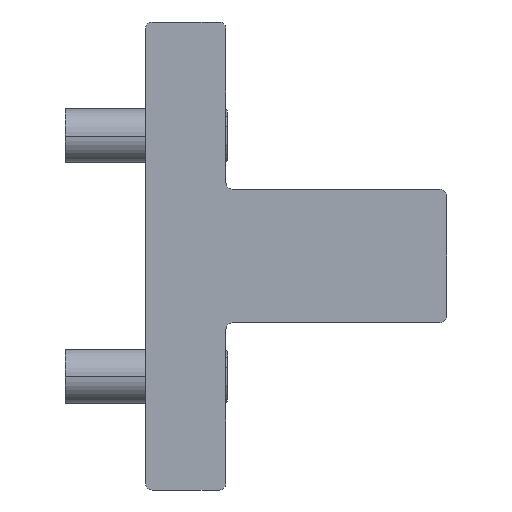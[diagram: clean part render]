
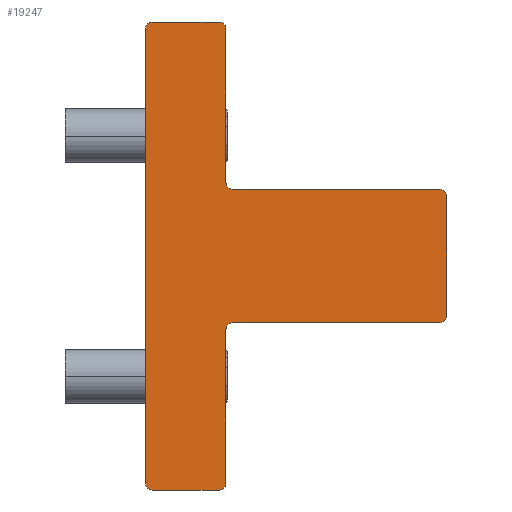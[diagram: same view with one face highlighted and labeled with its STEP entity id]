
A CAD part, left-side view. The second image highlights one B-rep face of the part: STEP entity #19247.
In plain terms, the highlighted planar face has unit normal (-1, 0, 0).
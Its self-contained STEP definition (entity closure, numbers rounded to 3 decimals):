
#18119=AXIS2_PLACEMENT_3D('Circle Axis2P3D',#18117,#18118,$) ;
#18283=AXIS2_PLACEMENT_3D('Circle Axis2P3D',#18281,#18282,$) ;
#18395=AXIS2_PLACEMENT_3D('Circle Axis2P3D',#18393,#18394,$) ;
#18913=AXIS2_PLACEMENT_3D('Circle Axis2P3D',#18911,#18912,$) ;
#18968=AXIS2_PLACEMENT_3D('Circle Axis2P3D',#18966,#18967,$) ;
#19012=AXIS2_PLACEMENT_3D('Circle Axis2P3D',#19010,#19011,$) ;
#19060=AXIS2_PLACEMENT_3D('Circle Axis2P3D',#19058,#19059,$) ;
#19108=AXIS2_PLACEMENT_3D('Circle Axis2P3D',#19106,#19107,$) ;
#19222=AXIS2_PLACEMENT_3D('Plane Axis2P3D',#19219,#19220,#19221) ;
#18032=CARTESIAN_POINT('Line Origine',(-431.75,-378.5,237.)) ;
#18036=CARTESIAN_POINT('Vertex',(-431.75,-363.,237.)) ;
#18038=CARTESIAN_POINT('Vertex',(-431.75,-394.,237.)) ;
#18117=CARTESIAN_POINT('Axis2P3D Location',(-431.75,-363.,236.)) ;
#18121=CARTESIAN_POINT('Vertex',(-431.75,-362.,236.)) ;
#18281=CARTESIAN_POINT('Axis2P3D Location',(-431.75,-394.,238.)) ;
#18285=CARTESIAN_POINT('Vertex',(-431.75,-395.,238.)) ;
#18324=CARTESIAN_POINT('Line Origine',(-431.75,-362.,224.5)) ;
#18328=CARTESIAN_POINT('Vertex',(-431.75,-362.,213.)) ;
#18390=CARTESIAN_POINT('Vertex',(-431.75,-362.,258.)) ;
#18393=CARTESIAN_POINT('Axis2P3D Location',(-431.75,-363.,258.)) ;
#18397=CARTESIAN_POINT('Vertex',(-431.75,-363.,257.)) ;
#18911=CARTESIAN_POINT('Axis2P3D Location',(-431.75,-351.,281.)) ;
#18915=CARTESIAN_POINT('Vertex',(-431.75,-350.,281.)) ;
#18917=CARTESIAN_POINT('Vertex',(-431.75,-351.,282.)) ;
#18942=CARTESIAN_POINT('Line Origine',(-431.75,-356.,282.)) ;
#18946=CARTESIAN_POINT('Vertex',(-431.75,-361.,282.)) ;
#18966=CARTESIAN_POINT('Axis2P3D Location',(-431.75,-361.,281.)) ;
#18970=CARTESIAN_POINT('Vertex',(-431.75,-362.,281.)) ;
#18985=CARTESIAN_POINT('Line Origine',(-431.75,-362.,269.5)) ;
#19010=CARTESIAN_POINT('Axis2P3D Location',(-431.75,-394.,256.)) ;
#19014=CARTESIAN_POINT('Vertex',(-431.75,-394.,257.)) ;
#19016=CARTESIAN_POINT('Vertex',(-431.75,-395.,256.)) ;
#19041=CARTESIAN_POINT('Line Origine',(-431.75,-395.,247.)) ;
#19058=CARTESIAN_POINT('Axis2P3D Location',(-431.75,-361.,213.)) ;
#19062=CARTESIAN_POINT('Vertex',(-431.75,-361.,212.)) ;
#19082=CARTESIAN_POINT('Line Origine',(-431.75,-356.,212.)) ;
#19086=CARTESIAN_POINT('Vertex',(-431.75,-351.,212.)) ;
#19106=CARTESIAN_POINT('Axis2P3D Location',(-431.75,-351.,213.)) ;
#19110=CARTESIAN_POINT('Vertex',(-431.75,-350.,213.)) ;
#19130=CARTESIAN_POINT('Line Origine',(-431.75,-350.,247.)) ;
#19219=CARTESIAN_POINT('Axis2P3D Location',(-431.75,-350.,247.)) ;
#19224=CARTESIAN_POINT('Line Origine',(-431.75,-378.5,257.)) ;
#18033=DIRECTION('Vector Direction',(0.,-1.,0.)) ;
#18118=DIRECTION('Axis2P3D Direction',(-1.,0.,0.)) ;
#18282=DIRECTION('Axis2P3D Direction',(-1.,0.,0.)) ;
#18325=DIRECTION('Vector Direction',(0.,0.,1.)) ;
#18394=DIRECTION('Axis2P3D Direction',(-1.,0.,0.)) ;
#18912=DIRECTION('Axis2P3D Direction',(-1.,0.,0.)) ;
#18943=DIRECTION('Vector Direction',(0.,-1.,0.)) ;
#18967=DIRECTION('Axis2P3D Direction',(-1.,0.,0.)) ;
#18986=DIRECTION('Vector Direction',(0.,0.,-1.)) ;
#19011=DIRECTION('Axis2P3D Direction',(-1.,0.,0.)) ;
#19042=DIRECTION('Vector Direction',(0.,0.,1.)) ;
#19059=DIRECTION('Axis2P3D Direction',(-1.,0.,0.)) ;
#19083=DIRECTION('Vector Direction',(0.,-1.,0.)) ;
#19107=DIRECTION('Axis2P3D Direction',(-1.,0.,0.)) ;
#19131=DIRECTION('Vector Direction',(0.,0.,-1.)) ;
#19220=DIRECTION('Axis2P3D Direction',(-1.,0.,0.)) ;
#19221=DIRECTION('Axis2P3D XDirection',(0.,1.,0.)) ;
#19225=DIRECTION('Vector Direction',(0.,-1.,0.)) ;
#18034=VECTOR('Line Direction',#18033,1.) ;
#18326=VECTOR('Line Direction',#18325,1.) ;
#18944=VECTOR('Line Direction',#18943,1.) ;
#18987=VECTOR('Line Direction',#18986,1.) ;
#19043=VECTOR('Line Direction',#19042,1.) ;
#19084=VECTOR('Line Direction',#19083,1.) ;
#19132=VECTOR('Line Direction',#19131,1.) ;
#19226=VECTOR('Line Direction',#19225,1.) ;
#19230=ORIENTED_EDGE('',*,*,#19134,.T.) ;
#19231=ORIENTED_EDGE('',*,*,#19112,.F.) ;
#19232=ORIENTED_EDGE('',*,*,#19088,.T.) ;
#19233=ORIENTED_EDGE('',*,*,#19064,.F.) ;
#19234=ORIENTED_EDGE('',*,*,#18330,.T.) ;
#19235=ORIENTED_EDGE('',*,*,#18123,.T.) ;
#19236=ORIENTED_EDGE('',*,*,#18040,.T.) ;
#19237=ORIENTED_EDGE('',*,*,#18287,.F.) ;
#19238=ORIENTED_EDGE('',*,*,#19045,.T.) ;
#19239=ORIENTED_EDGE('',*,*,#19018,.F.) ;
#19240=ORIENTED_EDGE('',*,*,#19228,.T.) ;
#19241=ORIENTED_EDGE('',*,*,#18399,.T.) ;
#19242=ORIENTED_EDGE('',*,*,#18989,.T.) ;
#19243=ORIENTED_EDGE('',*,*,#18972,.F.) ;
#19244=ORIENTED_EDGE('',*,*,#18948,.T.) ;
#19245=ORIENTED_EDGE('',*,*,#18919,.F.) ;
#19247=ADVANCED_FACE('RA4624001_1PA_001_04_TERMINALE_POSTERIORE_A.4\\PartBody',(#19246),#19223,.T.) ;
#18120=CIRCLE('generated circle',#18119,1.) ;
#18284=CIRCLE('generated circle',#18283,1.) ;
#18396=CIRCLE('generated circle',#18395,1.) ;
#18914=CIRCLE('generated circle',#18913,1.) ;
#18969=CIRCLE('generated circle',#18968,1.) ;
#19013=CIRCLE('generated circle',#19012,1.) ;
#19061=CIRCLE('generated circle',#19060,1.) ;
#19109=CIRCLE('generated circle',#19108,1.) ;
#18040=EDGE_CURVE('',#18037,#18039,#18035,.T.) ;
#18123=EDGE_CURVE('',#18122,#18037,#18120,.F.) ;
#18287=EDGE_CURVE('',#18286,#18039,#18284,.F.) ;
#18330=EDGE_CURVE('',#18329,#18122,#18327,.T.) ;
#18399=EDGE_CURVE('',#18398,#18391,#18396,.F.) ;
#18919=EDGE_CURVE('',#18916,#18918,#18914,.F.) ;
#18948=EDGE_CURVE('',#18947,#18918,#18945,.F.) ;
#18972=EDGE_CURVE('',#18947,#18971,#18969,.F.) ;
#18989=EDGE_CURVE('',#18391,#18971,#18988,.F.) ;
#19018=EDGE_CURVE('',#19015,#19017,#19013,.F.) ;
#19045=EDGE_CURVE('',#18286,#19017,#19044,.T.) ;
#19064=EDGE_CURVE('',#18329,#19063,#19061,.F.) ;
#19088=EDGE_CURVE('',#19087,#19063,#19085,.T.) ;
#19112=EDGE_CURVE('',#19087,#19111,#19109,.F.) ;
#19134=EDGE_CURVE('',#18916,#19111,#19133,.T.) ;
#19228=EDGE_CURVE('',#19015,#18398,#19227,.F.) ;
#19229=EDGE_LOOP('',(#19230,#19231,#19232,#19233,#19234,#19235,#19236,#19237,#19238,#19239,#19240,#19241,#19242,#19243,#19244,#19245)) ;
#19246=FACE_OUTER_BOUND('',#19229,.T.) ;
#18035=LINE('Line',#18032,#18034) ;
#18327=LINE('Line',#18324,#18326) ;
#18945=LINE('Line',#18942,#18944) ;
#18988=LINE('Line',#18985,#18987) ;
#19044=LINE('Line',#19041,#19043) ;
#19085=LINE('Line',#19082,#19084) ;
#19133=LINE('Line',#19130,#19132) ;
#19227=LINE('Line',#19224,#19226) ;
#19223=PLANE('',#19222) ;
#18037=VERTEX_POINT('',#18036) ;
#18039=VERTEX_POINT('',#18038) ;
#18122=VERTEX_POINT('',#18121) ;
#18286=VERTEX_POINT('',#18285) ;
#18329=VERTEX_POINT('',#18328) ;
#18391=VERTEX_POINT('',#18390) ;
#18398=VERTEX_POINT('',#18397) ;
#18916=VERTEX_POINT('',#18915) ;
#18918=VERTEX_POINT('',#18917) ;
#18947=VERTEX_POINT('',#18946) ;
#18971=VERTEX_POINT('',#18970) ;
#19015=VERTEX_POINT('',#19014) ;
#19017=VERTEX_POINT('',#19016) ;
#19063=VERTEX_POINT('',#19062) ;
#19087=VERTEX_POINT('',#19086) ;
#19111=VERTEX_POINT('',#19110) ;
